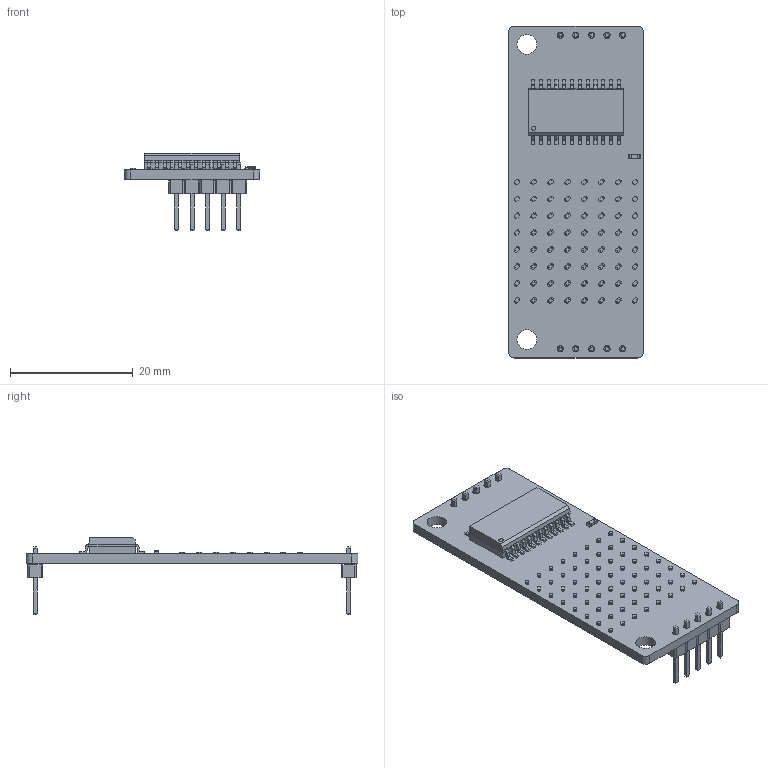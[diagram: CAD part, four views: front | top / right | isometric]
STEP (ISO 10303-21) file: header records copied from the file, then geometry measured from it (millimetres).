
FILE_DESCRIPTION(('KiCad electronic assembly'),'2;1');
FILE_NAME('8x8_LED_matrix_Blue_MAX7219_board_3D.step', '2022-01-11T09:44:45',('Pcbnew'),('Kicad'), 'Open CASCADE STEP processor 7.5','KiCad to STEP converter','Unknown' );
FILE_SCHEMA(('AUTOMOTIVE_DESIGN { 1 0 10303 214 1 1 1 1 }'));
Length unit declared in the file: millimetre
Products named in the file (10): 8x8_LED_matrix_Blue_MAX7219_board_3D 1; 0402LED; COMPOUND; User Library-SOIC-24; SOLID; 0603R; 5x_Male_Pin_2.54_mm
Assembly tree (73 placements, depth 3):
  8x8_LED_matrix_Blue_MAX7219_board_3D 1
    0402LED  x64
      COMPOUND
    User Library-SOIC-24
      SOLID
    0603R
      SOLID
    5x_Male_Pin_2.54_mm  x2
      COMPOUND
    COMPOUND
Bounding box: 22 x 54 x 12.61 mm (x, y, z)
Volume: 2351.3 mm3; surface area: 3867 mm2
Topology: 461 solids, 461 shells, 7026 faces, 18005 edges, 11914 vertices
Faces by surface type: bspline 7004, cylinder 16, plane 6
Full cylindrical faces by diameter (mm): 1 x10, 3.2 x2
Entity records: 42897 total; most frequent: CARTESIAN_POINT 16168, B_SPLINE_CURVE_WITH_KNOTS 4547, ORIENTED_EDGE 3522, PCURVE 3522, DEFINITIONAL_REPRESENTATION 3522, EDGE_CURVE 1761, SURFACE_CURVE 1749, VERTEX_POINT 1110
